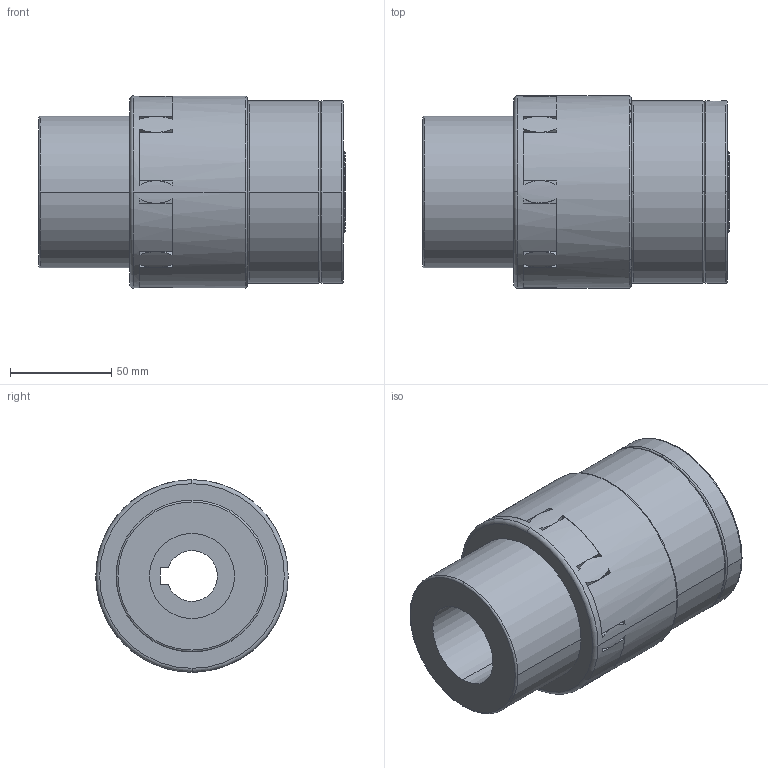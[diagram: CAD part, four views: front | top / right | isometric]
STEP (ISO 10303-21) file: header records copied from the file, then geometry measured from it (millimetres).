
FILE_DESCRIPTION(('STEP AP214'),'1');
FILE_NAME('gl_25_tr_42-55.stp','2019-09-14T11:57:06',('TraceParts'),('TraceParts S.A.'),'Spatial InterOp 3D',' ',' ');
FILE_SCHEMA(('AUTOMOTIVE_DESIGN { 1 0 10303 214 1 1 1 1 }'));
Length unit declared in the file: millimetre
Products named in the file (1): gl_25_tr_42-55
Bounding box: 151.5 x 95 x 95 mm (x, y, z)
Volume: 744638.7 mm3; surface area: 91597 mm2
Topology: 1 solids, 1 shells, 219 faces, 566 edges, 381 vertices
Faces by surface type: plane 118, cylinder 73, torus 26, cone 2
Entity records: 7246 total; most frequent: CARTESIAN_POINT 1668, DIRECTION 1221, ORIENTED_EDGE 1132, EDGE_CURVE 566, AXIS2_PLACEMENT_3D 472, VERTEX_POINT 381, LINE 277, VECTOR 277
